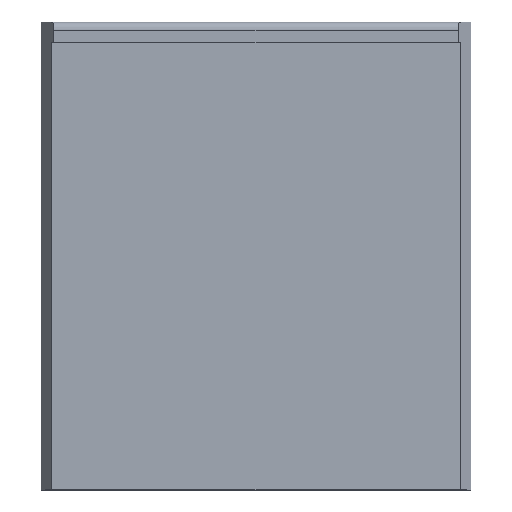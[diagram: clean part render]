
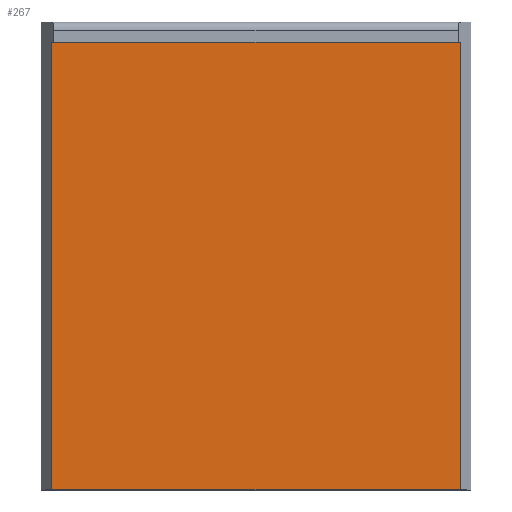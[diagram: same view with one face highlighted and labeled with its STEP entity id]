
A CAD part, top view. The second image highlights one B-rep face of the part: STEP entity #267.
In plain terms, the highlighted planar face has unit normal (0, 0, 1).
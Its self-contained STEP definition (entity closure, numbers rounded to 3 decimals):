
#30=FACE_OUTER_BOUND('',#44,.T.);
#44=EDGE_LOOP('',(#221,#222,#223,#224));
#69=LINE('',#428,#101);
#74=LINE('',#436,#106);
#75=LINE('',#439,#107);
#76=LINE('',#440,#108);
#101=VECTOR('',#352,10.);
#106=VECTOR('',#359,10.);
#107=VECTOR('',#362,10.);
#108=VECTOR('',#363,10.);
#130=VERTEX_POINT('',#426);
#131=VERTEX_POINT('',#427);
#133=VERTEX_POINT('',#434);
#134=VERTEX_POINT('',#438);
#161=EDGE_CURVE('',#130,#131,#69,.T.);
#166=EDGE_CURVE('',#131,#133,#74,.T.);
#167=EDGE_CURVE('',#134,#133,#75,.T.);
#168=EDGE_CURVE('',#130,#134,#76,.T.);
#221=ORIENTED_EDGE('',*,*,#161,.T.);
#222=ORIENTED_EDGE('',*,*,#166,.T.);
#223=ORIENTED_EDGE('',*,*,#167,.F.);
#224=ORIENTED_EDGE('',*,*,#168,.F.);
#253=PLANE('',#299);
#267=ADVANCED_FACE('',(#30),#253,.T.);
#299=AXIS2_PLACEMENT_3D('',#437,#360,#361);
#352=DIRECTION('',(-1.,0.,0.));
#359=DIRECTION('',(0.,-1.,0.));
#360=DIRECTION('center_axis',(0.,0.,1.));
#361=DIRECTION('ref_axis',(-1.,0.,0.));
#362=DIRECTION('',(-1.,0.,0.));
#363=DIRECTION('',(0.,-1.,0.));
#426=CARTESIAN_POINT('',(49.92,60.,28.523));
#427=CARTESIAN_POINT('',(-49.92,60.,28.523));
#428=CARTESIAN_POINT('',(24.96,60.,28.523));
#434=CARTESIAN_POINT('',(-49.92,-49.5,28.523));
#436=CARTESIAN_POINT('',(-49.92,65.,28.523));
#437=CARTESIAN_POINT('Origin',(49.92,65.,28.523));
#438=CARTESIAN_POINT('',(49.92,-49.5,28.523));
#439=CARTESIAN_POINT('',(-49.92,-49.5,28.523));
#440=CARTESIAN_POINT('',(49.92,65.,28.523));
